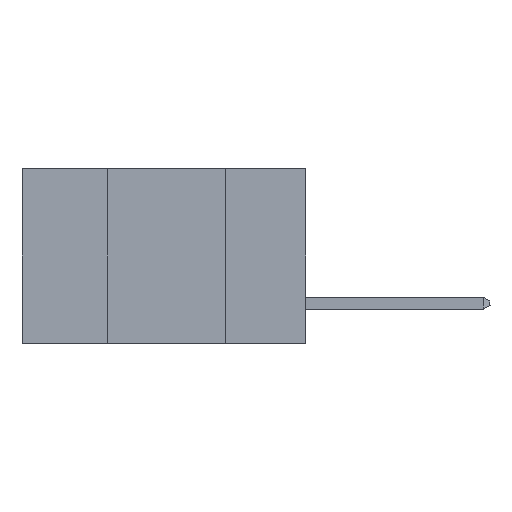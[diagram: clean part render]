
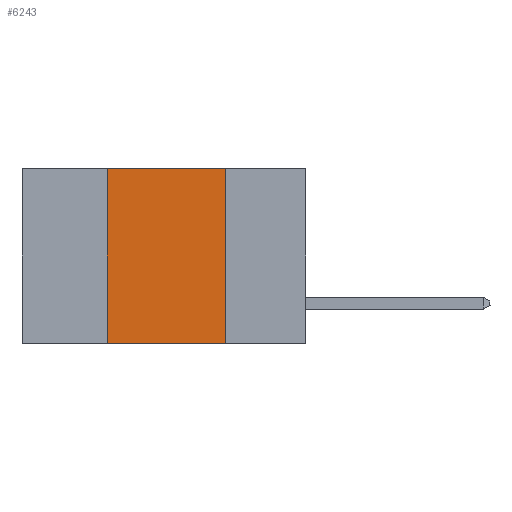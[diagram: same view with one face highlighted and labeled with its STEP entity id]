
A CAD part, left-side view. The second image highlights one B-rep face of the part: STEP entity #6243.
In plain terms, the highlighted planar face has unit normal (-1, 0, 0).
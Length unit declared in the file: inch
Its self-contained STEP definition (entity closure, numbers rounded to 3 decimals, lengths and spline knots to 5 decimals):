
#116 = DIRECTION ( 'NONE',  ( 0., -1., 0. ) ) ;
#285 = FACE_OUTER_BOUND ( 'NONE', #6203, .T. ) ;
#452 = CARTESIAN_POINT ( 'NONE',  ( 0., 0.42, -0.37 ) ) ;
#486 = LINE ( 'NONE', #5837, #4574 ) ;
#663 = VERTEX_POINT ( 'NONE', #452 ) ;
#968 = VERTEX_POINT ( 'NONE', #8805 ) ;
#1040 = VERTEX_POINT ( 'NONE', #8586 ) ;
#1300 = CARTESIAN_POINT ( 'NONE',  ( 0., 0.6, 0. ) ) ;
#1631 = DIRECTION ( 'NONE',  ( 0., 0., 1. ) ) ;
#1878 = CARTESIAN_POINT ( 'NONE',  ( 0., 0.42, 0. ) ) ;
#2203 = AXIS2_PLACEMENT_3D ( 'NONE', #1300, #5786, #5752 ) ;
#2710 = PLANE ( 'NONE',  #2203 ) ;
#4224 = EDGE_CURVE ( 'NONE', #1040, #968, #5402, .T. ) ;
#4228 = EDGE_CURVE ( 'NONE', #663, #6563, #5245, .T. ) ;
#4251 = EDGE_CURVE ( 'NONE', #663, #968, #5042, .T. ) ;
#4261 = ORIENTED_EDGE ( 'NONE', *, *, #4228, .F. ) ;
#4574 = VECTOR ( 'NONE', #116, 39.37008 ) ;
#4763 = ORIENTED_EDGE ( 'NONE', *, *, #4251, .T. ) ;
#5016 = VECTOR ( 'NONE', #8010, 39.37008 ) ;
#5042 = LINE ( 'NONE', #7652, #5016 ) ;
#5134 = VECTOR ( 'NONE', #1631, 39.37008 ) ;
#5214 = VECTOR ( 'NONE', #7957, 39.37008 ) ;
#5245 = LINE ( 'NONE', #1878, #5134 ) ;
#5402 = LINE ( 'NONE', #7980, #5214 ) ;
#5752 = DIRECTION ( 'NONE',  ( 0., 0., -1. ) ) ;
#5786 = DIRECTION ( 'NONE',  ( 1., 0., 0. ) ) ;
#5837 = CARTESIAN_POINT ( 'NONE',  ( 0., 0.6, 0. ) ) ;
#6203 = EDGE_LOOP ( 'NONE', ( #6282, #7159, #4261, #4763 ) ) ;
#6243 = ADVANCED_FACE ( 'NONE', ( #285 ), #2710, .F. ) ;
#6282 = ORIENTED_EDGE ( 'NONE', *, *, #4224, .F. ) ;
#6563 = VERTEX_POINT ( 'NONE', #7954 ) ;
#7159 = ORIENTED_EDGE ( 'NONE', *, *, #8726, .F. ) ;
#7652 = CARTESIAN_POINT ( 'NONE',  ( 0., 0.6, -0.37 ) ) ;
#7954 = CARTESIAN_POINT ( 'NONE',  ( 0., 0.42, 0. ) ) ;
#7957 = DIRECTION ( 'NONE',  ( 0., 0., -1. ) ) ;
#7980 = CARTESIAN_POINT ( 'NONE',  ( 0., 0.17, 0. ) ) ;
#8010 = DIRECTION ( 'NONE',  ( 0., -1., 0. ) ) ;
#8586 = CARTESIAN_POINT ( 'NONE',  ( 0., 0.17, 0. ) ) ;
#8726 = EDGE_CURVE ( 'NONE', #6563, #1040, #486, .T. ) ;
#8805 = CARTESIAN_POINT ( 'NONE',  ( 0., 0.17, -0.37 ) ) ;
